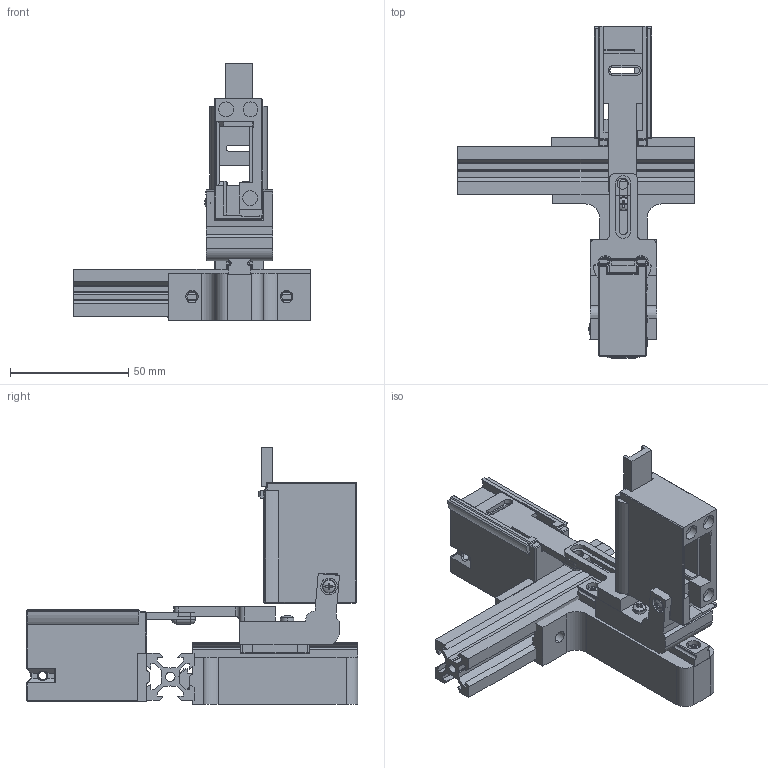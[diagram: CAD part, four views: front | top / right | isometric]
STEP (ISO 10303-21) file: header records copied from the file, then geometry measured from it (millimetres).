
FILE_DESCRIPTION (( 'STEP AP203' ), '1' );
FILE_NAME ('Gantry Mounted Blobifier CAD.STEP', '2024-05-28T02:20:08', ( '' ), ( '' ), 'SwSTEP 2.0', 'SolidWorks 2024', '' );
FILE_SCHEMA (( 'CONFIG_CONTROL_DESIGN' ));
Length unit declared in the file: millimetre
Products named in the file (16): Slider T-Nut for 2020 - M5.step; ALUMINIUM_PROFILE_20m x 20mm x 100mm; MGN9 Rail 70mm_390; Blobifier Servo CAD; M3 x 25 Screw head; Vertical Servo Arm A CAD; Vertical Servo Arm B CAD; Blobifier Mount CAD; M3 x 8 Screw head; Linear Rail Mount; Gantry Mounted Blobifier CAD; Blobifier Tray; Knurled Insert M3xH4.stp; MGN9-C_По умолчанию; M3 x 16 Screw head; Blobifier Vertical Servo
Assembly tree (26 placements, depth 2):
  Gantry Mounted Blobifier CAD
    Linear Rail Mount
    Knurled Insert M3xH4.stp  x5
    MGN9 Rail 70mm_390
    MGN9-C_По умолчанию
    M3 x 8 Screw head  x6
    Blobifier Mount CAD
    Vertical Servo Arm B CAD
    M3 x 16 Screw head  x2
    Blobifier Servo CAD
    M3 x 25 Screw head
    Blobifier Tray
    ALUMINIUM_PROFILE_20m x 20mm x 100mm
    Slider T-Nut for 2020 - M5.step  x2
    Blobifier Vertical Servo
    Vertical Servo Arm A CAD
Bounding box: 100.02 x 140.05 x 108.45 mm (x, y, z)
Volume: 124189 mm3; surface area: 71227.4 mm2
Topology: 36 solids, 36 shells, 1876 faces, 4785 edges, 2982 vertices
Faces by surface type: plane 1161, cylinder 397, bspline 248, cone 26, sphere 26, torus 18
Entity records: 41833 total; most frequent: CARTESIAN_POINT 9214, ORIENTED_EDGE 6578, DIRECTION 6113, EDGE_CURVE 3289, VECTOR 2389, LINE 2389, VERTEX_POINT 2110, AXIS2_PLACEMENT_3D 1862
